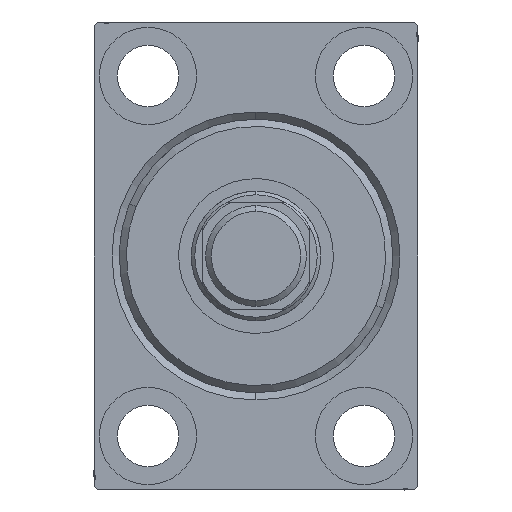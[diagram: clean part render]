
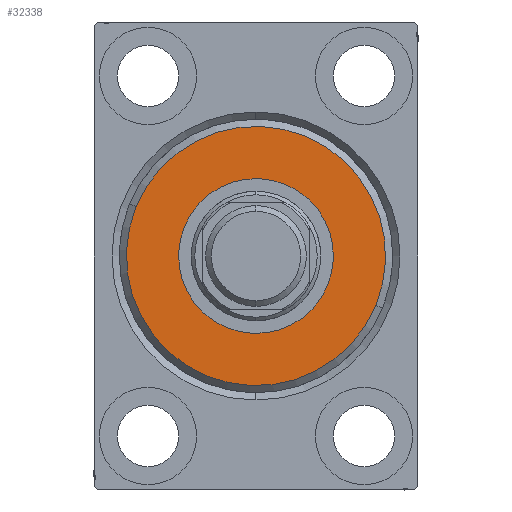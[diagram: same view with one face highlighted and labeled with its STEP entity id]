
A CAD part, left-side view. The second image highlights one B-rep face of the part: STEP entity #32338.
In plain terms, the highlighted face is planar.
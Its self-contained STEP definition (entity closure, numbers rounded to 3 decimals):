
#1757 = ORIENTED_EDGE ( 'NONE', *, *, #27312, .T. ) ;
#1832 = FACE_OUTER_BOUND ( 'NONE', #28327, .T. ) ;
#2493 = DIRECTION ( 'NONE',  ( 0., 0., -1. ) ) ;
#2878 = CARTESIAN_POINT ( 'NONE',  ( 3., 0., 0. ) ) ;
#6262 = DIRECTION ( 'NONE',  ( 1., 0., 0. ) ) ;
#6624 = AXIS2_PLACEMENT_3D ( 'NONE', #33255, #43381, #43604 ) ;
#7123 = EDGE_CURVE ( 'NONE', #23979, #37043, #34806, .T. ) ;
#7187 = ORIENTED_EDGE ( 'NONE', *, *, #38730, .T. ) ;
#9017 = PLANE ( 'NONE',  #6624 ) ;
#9624 = DIRECTION ( 'NONE',  ( 1., 0., 0. ) ) ;
#10418 = AXIS2_PLACEMENT_3D ( 'NONE', #2878, #6262, #44218 ) ;
#11569 = EDGE_LOOP ( 'NONE', ( #23096, #1757 ) ) ;
#20135 = AXIS2_PLACEMENT_3D ( 'NONE', #40901, #22718, #2493 ) ;
#21773 = ORIENTED_EDGE ( 'NONE', *, *, #7123, .T. ) ;
#21858 = AXIS2_PLACEMENT_3D ( 'NONE', #23770, #9624, #26241 ) ;
#22718 = DIRECTION ( 'NONE',  ( -1., 0., 0. ) ) ;
#23096 = ORIENTED_EDGE ( 'NONE', *, *, #32230, .T. ) ;
#23770 = CARTESIAN_POINT ( 'NONE',  ( 3., 0., 0. ) ) ;
#23877 = CARTESIAN_POINT ( 'NONE',  ( 3., 0., 0. ) ) ;
#23979 = VERTEX_POINT ( 'NONE', #38029 ) ;
#24248 = CARTESIAN_POINT ( 'NONE',  ( 3., 0., 10.75 ) ) ;
#25679 = VERTEX_POINT ( 'NONE', #35798 ) ;
#26241 = DIRECTION ( 'NONE',  ( 0., 0., -1. ) ) ;
#27304 = CIRCLE ( 'NONE', #20135, 10.75 ) ;
#27312 = EDGE_CURVE ( 'NONE', #25679, #34656, #27304, .T. ) ;
#28327 = EDGE_LOOP ( 'NONE', ( #7187, #21773 ) ) ;
#29536 = CARTESIAN_POINT ( 'NONE',  ( 3., 0., 18. ) ) ;
#29875 = FACE_BOUND ( 'NONE', #11569, .T. ) ;
#30949 = AXIS2_PLACEMENT_3D ( 'NONE', #23877, #37570, #31050 ) ;
#31050 = DIRECTION ( 'NONE',  ( 0., 0., -1. ) ) ;
#32230 = EDGE_CURVE ( 'NONE', #34656, #25679, #36680, .T. ) ;
#32338 = ADVANCED_FACE ( 'NONE', ( #1832, #29875 ), #9017, .T. ) ;
#33255 = CARTESIAN_POINT ( 'NONE',  ( 3., 0., 0. ) ) ;
#34656 = VERTEX_POINT ( 'NONE', #24248 ) ;
#34806 = CIRCLE ( 'NONE', #10418, 18. ) ;
#35798 = CARTESIAN_POINT ( 'NONE',  ( 3., 0., -10.75 ) ) ;
#36161 = CIRCLE ( 'NONE', #21858, 18. ) ;
#36680 = CIRCLE ( 'NONE', #30949, 10.75 ) ;
#37043 = VERTEX_POINT ( 'NONE', #29536 ) ;
#37570 = DIRECTION ( 'NONE',  ( -1., 0., 0. ) ) ;
#38029 = CARTESIAN_POINT ( 'NONE',  ( 3., 0., -18. ) ) ;
#38730 = EDGE_CURVE ( 'NONE', #37043, #23979, #36161, .T. ) ;
#40901 = CARTESIAN_POINT ( 'NONE',  ( 3., 0., 0. ) ) ;
#43381 = DIRECTION ( 'NONE',  ( 1., 0., 0. ) ) ;
#43604 = DIRECTION ( 'NONE',  ( 0., 0., -1. ) ) ;
#44218 = DIRECTION ( 'NONE',  ( 0., 0., -1. ) ) ;
